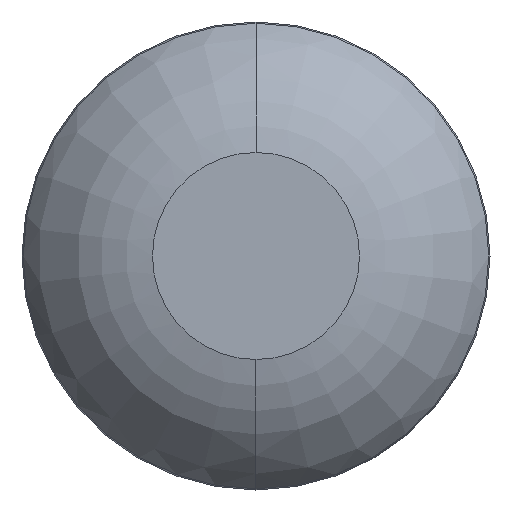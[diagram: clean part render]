
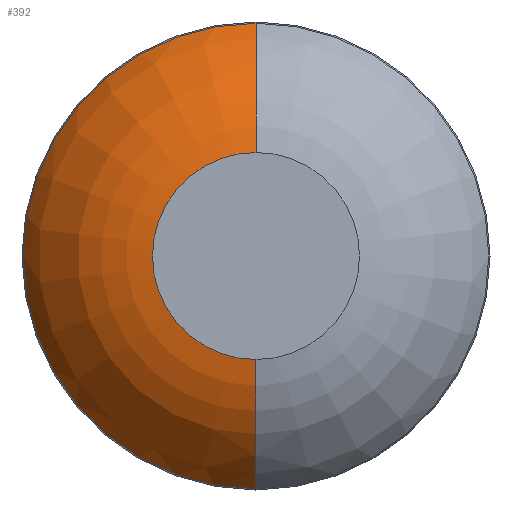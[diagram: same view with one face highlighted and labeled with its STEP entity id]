
A CAD part, left-side view. The second image highlights one B-rep face of the part: STEP entity #392.
In plain terms, the highlighted toroidal (fillet/blend) face has major radius 2.284 mm and minor radius 5.529 mm.
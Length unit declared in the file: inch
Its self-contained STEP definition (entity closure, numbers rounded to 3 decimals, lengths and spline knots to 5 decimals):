
#7 = CIRCLE ( 'NONE', #76, 0.27982 ) ;
#20 = CIRCLE ( 'NONE', #436, 0.21769 ) ;
#22 = CARTESIAN_POINT ( 'NONE',  ( -0.01653, 0., 0.27982 ) ) ;
#27 = DIRECTION ( 'NONE',  ( 0., 0., 1. ) ) ;
#42 = CARTESIAN_POINT ( 'NONE',  ( 0.08994, 0., -0.08994 ) ) ;
#58 = EDGE_CURVE ( 'NONE', #616, #121, #146, .T. ) ;
#76 = AXIS2_PLACEMENT_3D ( 'NONE', #368, #136, #303 ) ;
#89 = DIRECTION ( 'NONE',  ( -1., 0., 0. ) ) ;
#93 = FACE_OUTER_BOUND ( 'NONE', #700, .T. ) ;
#115 = CARTESIAN_POINT ( 'NONE',  ( -0.125, 0., -0.12446 ) ) ;
#121 = VERTEX_POINT ( 'NONE', #350 ) ;
#136 = DIRECTION ( 'NONE',  ( -1., 0., 0. ) ) ;
#137 = VERTEX_POINT ( 'NONE', #336 ) ;
#146 = CIRCLE ( 'NONE', #413, 0.21769 ) ;
#175 = DIRECTION ( 'NONE',  ( 0., 0., 1. ) ) ;
#275 = CARTESIAN_POINT ( 'NONE',  ( 0.08994, 0., 0.08994 ) ) ;
#283 = CIRCLE ( 'NONE', #377, 0.12446 ) ;
#303 = DIRECTION ( 'NONE',  ( 0., 0., 1. ) ) ;
#304 = ORIENTED_EDGE ( 'NONE', *, *, #58, .F. ) ;
#306 = CARTESIAN_POINT ( 'NONE',  ( -0.125, 0., 0. ) ) ;
#332 = EDGE_CURVE ( 'NONE', #616, #137, #7, .T. ) ;
#336 = CARTESIAN_POINT ( 'NONE',  ( -0.01653, 0., -0.27982 ) ) ;
#350 = CARTESIAN_POINT ( 'NONE',  ( -0.125, 0., 0.12446 ) ) ;
#355 = EDGE_CURVE ( 'NONE', #121, #613, #283, .T. ) ;
#368 = CARTESIAN_POINT ( 'NONE',  ( -0.01653, 0., 0. ) ) ;
#377 = AXIS2_PLACEMENT_3D ( 'NONE', #306, #89, #534 ) ;
#389 = ORIENTED_EDGE ( 'NONE', *, *, #355, .F. ) ;
#392 = ADVANCED_FACE ( 'NONE', ( #93 ), #596, .T. ) ;
#413 = AXIS2_PLACEMENT_3D ( 'NONE', #275, #660, #432 ) ;
#432 = DIRECTION ( 'NONE',  ( 0., 0., -1. ) ) ;
#436 = AXIS2_PLACEMENT_3D ( 'NONE', #42, #701, #175 ) ;
#454 = ORIENTED_EDGE ( 'NONE', *, *, #332, .T. ) ;
#507 = AXIS2_PLACEMENT_3D ( 'NONE', #648, #538, #27 ) ;
#534 = DIRECTION ( 'NONE',  ( 0., 0., 1. ) ) ;
#535 = ORIENTED_EDGE ( 'NONE', *, *, #567, .T. ) ;
#538 = DIRECTION ( 'NONE',  ( -1., 0., 0. ) ) ;
#567 = EDGE_CURVE ( 'NONE', #137, #613, #20, .T. ) ;
#596 = TOROIDAL_SURFACE ( 'NONE', #507, 0.08994, 0.21769 ) ;
#613 = VERTEX_POINT ( 'NONE', #115 ) ;
#616 = VERTEX_POINT ( 'NONE', #22 ) ;
#648 = CARTESIAN_POINT ( 'NONE',  ( 0.08994, 0., 0. ) ) ;
#660 = DIRECTION ( 'NONE',  ( 0., -1., 0. ) ) ;
#700 = EDGE_LOOP ( 'NONE', ( #454, #535, #389, #304 ) ) ;
#701 = DIRECTION ( 'NONE',  ( 0., 1., 0. ) ) ;
